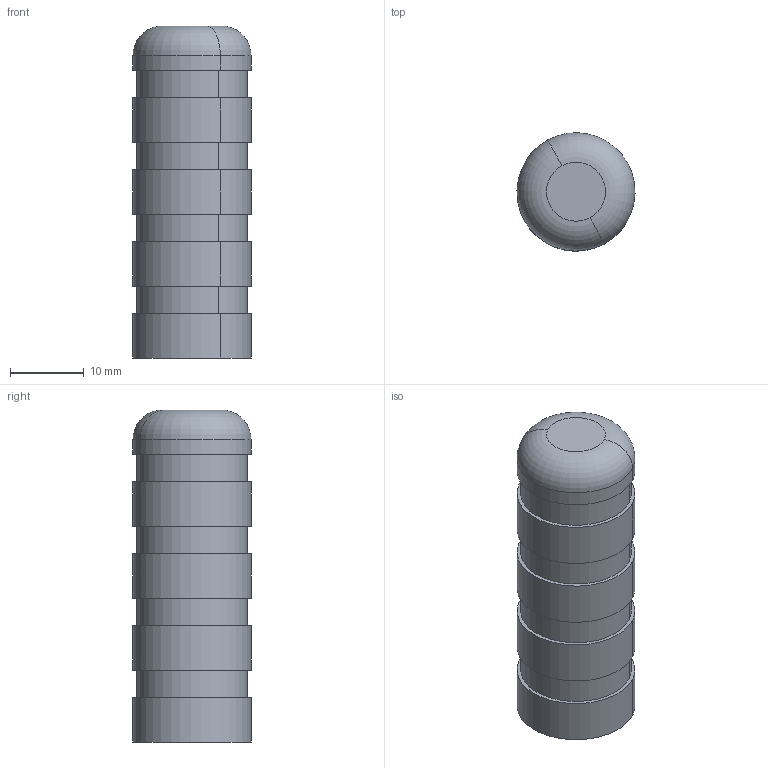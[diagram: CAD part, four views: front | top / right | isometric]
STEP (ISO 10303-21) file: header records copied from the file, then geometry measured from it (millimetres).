
FILE_DESCRIPTION(('CATIA V5 STEP Exchange'),'2;1');
FILE_NAME('9150138_Embout_selecteur_vitesse.stp','2017-11-20T09:16:42+00:00',('none'),('none'),'Version 5-6 Release 2012','CATIA V5 STEP AP203','none');
FILE_SCHEMA(('CONFIG_CONTROL_DESIGN'));
Length unit declared in the file: millimetre
Products named in the file (1): 9150138_Embout_selecteur_vitesse
Bounding box: 16 x 16 x 45 mm (x, y, z)
Volume: 6898.4 mm3; surface area: 3521 mm2
Topology: 1 solids, 1 shells, 35 faces, 68 edges, 44 vertices
Faces by surface type: cylinder 20, plane 11, torus 2, cone 2
Entity records: 817 total; most frequent: ORIENTED_EDGE 136, CARTESIAN_POINT 129, DIRECTION 100, EDGE_CURVE 68, AXIS2_PLACEMENT_3D 63, CIRCLE 46, EDGE_LOOP 44, VERTEX_POINT 44
